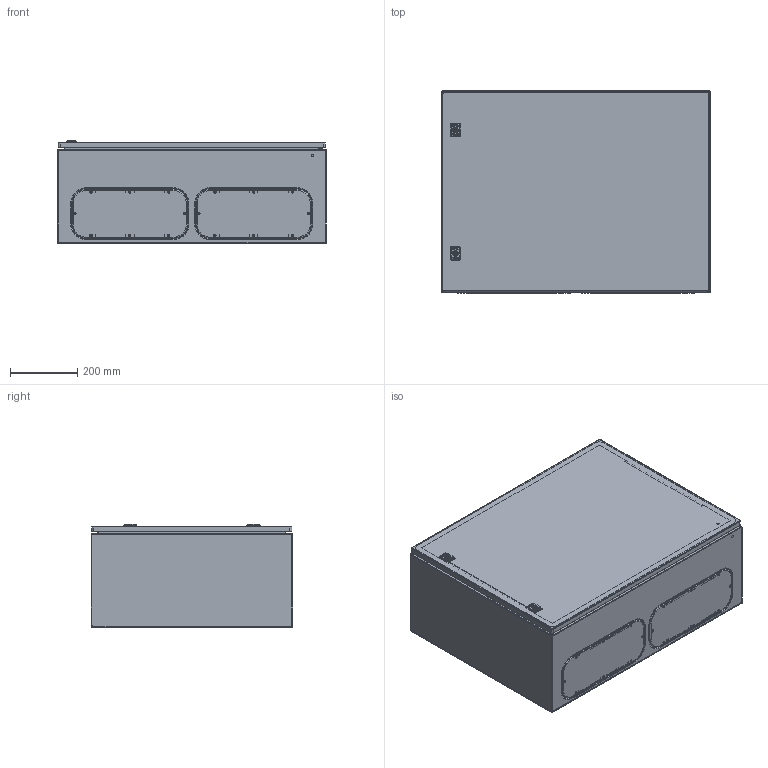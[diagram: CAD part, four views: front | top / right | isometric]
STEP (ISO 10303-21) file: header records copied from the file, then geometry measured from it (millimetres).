
FILE_DESCRIPTION(('STEP AP242'),'1');
FILE_NAME('nsycrn68300.stp','2018-11-22T12:26:01',('TraceParts'),('TraceParts S.A.'),'Spatial InterOp 3D',' ',' ');
FILE_SCHEMA(('AP242_MANAGED_MODEL_BASED_3D_ENGINEERING_MIM_LF {1 0 10303 442 1 1 4}'));
Length unit declared in the file: millimetre
Products named in the file (1): NSYCRN68300_ASM|BODY_CRN68_300#BODY_CRN68_300;BODY_CRN68_300
Bounding box: 801.2 x 601 x 307.61 mm (x, y, z)
Volume: 2752514.6 mm3; surface area: 3951959.8 mm2
Topology: 8 solids, 20 shells, 3899 faces, 10470 edges, 6605 vertices
Faces by surface type: plane 1477, cylinder 1200, cone 350, torus 300, extrusion 292, bspline 182, sphere 94, revolution 4
Entity records: 137292 total; most frequent: CARTESIAN_POINT 40860, ORIENTED_EDGE 20724, DIRECTION 19344, EDGE_CURVE 10362, AXIS2_PLACEMENT_3D 6880, VERTEX_POINT 6605, VECTOR 5580, LINE 5288
